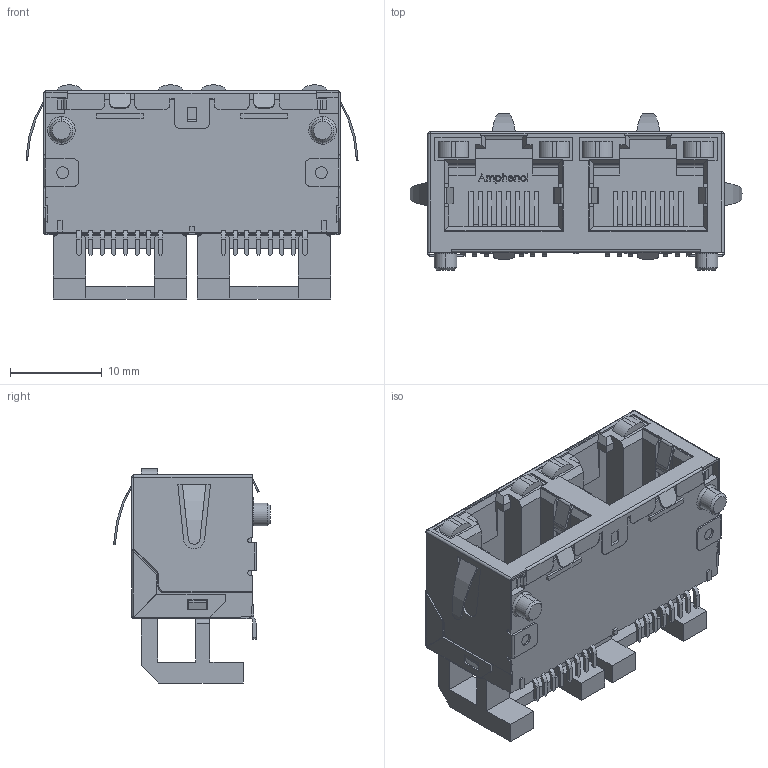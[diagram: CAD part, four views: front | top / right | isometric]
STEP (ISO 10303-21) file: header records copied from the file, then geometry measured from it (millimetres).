
FILE_DESCRIPTION (( 'STEP AP203' ), '1' );
FILE_NAME ('M-RJSSE-5381-02-REVT1.STEP', '2012-09-06T15:39:23', ( '' ), ( '' ), 'SwSTEP 2.0', 'SolidWorks 2012', '' );
FILE_SCHEMA (( 'CONFIG_CONTROL_DESIGN' ));
Products named in the file (1): M-RJSSE-5381-02-REVT1
Bounding box: 36.17 x 17.02 x 23.32 mm (x, y, z)
Volume: 4802.7 mm3; surface area: 5638 mm2
Topology: 1 solids, 1 shells, 1167 faces, 3390 edges, 2208 vertices
Faces by surface type: plane 897, cylinder 202, bspline 62, cone 4, torus 2
Entity records: 41067 total; most frequent: CARTESIAN_POINT 10250, ORIENTED_EDGE 6780, DIRECTION 5838, EDGE_CURVE 3390, LINE 2834, VECTOR 2834, VERTEX_POINT 2208, AXIS2_PLACEMENT_3D 1502
